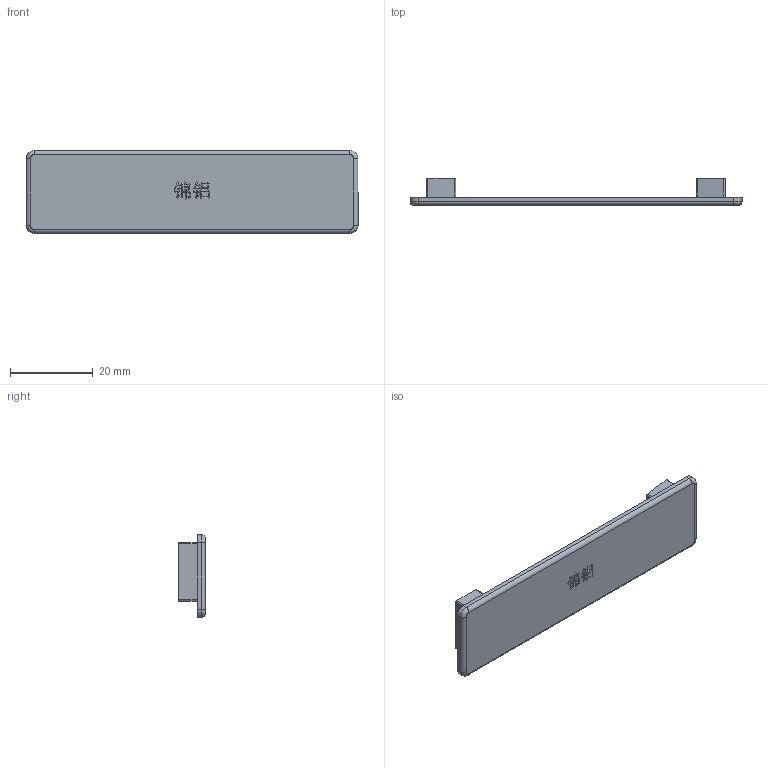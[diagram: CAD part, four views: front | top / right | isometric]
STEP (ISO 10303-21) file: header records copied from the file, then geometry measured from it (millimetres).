
FILE_DESCRIPTION (( 'STEP AP203' ), '1' );
FILE_NAME ('弊梓2080傷裔.STEP', '2019-07-31T01:54:41', ( 'User' ), ( 'China' ), 'SwSTEP 2.0', 'SolidWorks 2015', '' );
FILE_SCHEMA (( 'CONFIG_CONTROL_DESIGN' ));
Length unit declared in the file: millimetre
Products named in the file (1): 弊梓2080傷裔
Bounding box: 80 x 6.5 x 20 mm (x, y, z)
Volume: 3485.6 mm3; surface area: 4215.9 mm2
Topology: 1 solids, 1 shells, 209 faces, 574 edges, 380 vertices
Faces by surface type: plane 152, bspline 28, cylinder 25, torus 4
Entity records: 7527 total; most frequent: CARTESIAN_POINT 2272, ORIENTED_EDGE 1148, DIRECTION 936, EDGE_CURVE 574, VECTOR 464, LINE 464, VERTEX_POINT 380, AXIS2_PLACEMENT_3D 236
